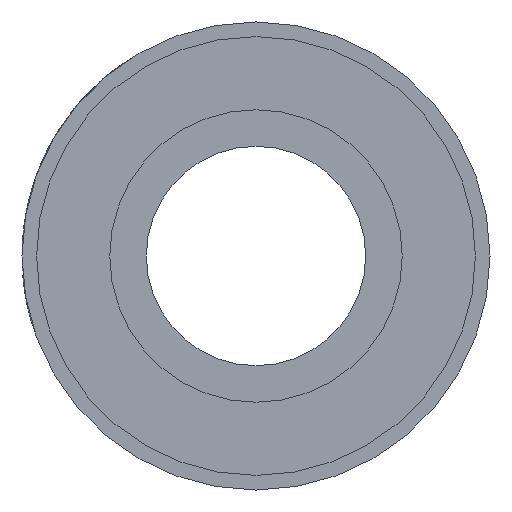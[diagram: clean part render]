
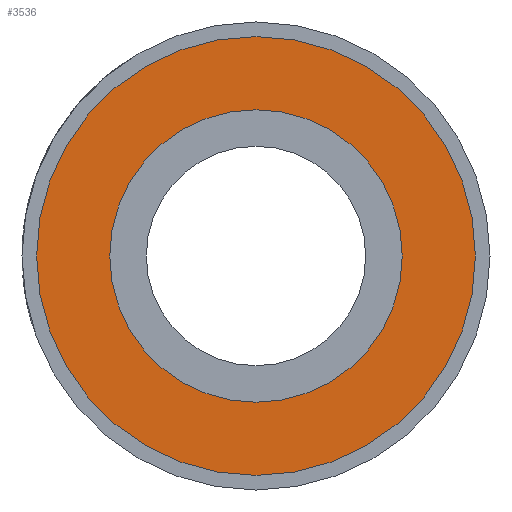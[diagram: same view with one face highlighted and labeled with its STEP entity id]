
A CAD part, left-side view. The second image highlights one B-rep face of the part: STEP entity #3536.
In plain terms, the highlighted planar face has unit normal (-1, 0, 0).
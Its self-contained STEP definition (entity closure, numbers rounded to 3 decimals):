
#44 = EDGE_CURVE ( 'NONE', #4044, #7023, #106, .T. ) ;
#106 = CIRCLE ( 'NONE', #564, 15. ) ;
#170 = DIRECTION ( 'NONE',  ( 0., 0., -1. ) ) ;
#217 = CARTESIAN_POINT ( 'NONE',  ( 0., 0., 0. ) ) ;
#261 = DIRECTION ( 'NONE',  ( -1., 0., 0. ) ) ;
#425 = AXIS2_PLACEMENT_3D ( 'NONE', #2203, #8003, #7327 ) ;
#564 = AXIS2_PLACEMENT_3D ( 'NONE', #9017, #261, #2396 ) ;
#604 = ORIENTED_EDGE ( 'NONE', *, *, #5510, .T. ) ;
#1983 = DIRECTION ( 'NONE',  ( 0., 0., 1. ) ) ;
#2203 = CARTESIAN_POINT ( 'NONE',  ( 0., 0., 0. ) ) ;
#2228 = CIRCLE ( 'NONE', #7941, 10. ) ;
#2304 = FACE_OUTER_BOUND ( 'NONE', #4907, .T. ) ;
#2396 = DIRECTION ( 'NONE',  ( 0., 0., 1. ) ) ;
#2604 = CARTESIAN_POINT ( 'NONE',  ( 0., 0., 10. ) ) ;
#2882 = FACE_BOUND ( 'NONE', #7469, .T. ) ;
#2892 = EDGE_CURVE ( 'NONE', #5632, #7471, #2228, .T. ) ;
#3536 = ADVANCED_FACE ( 'NONE', ( #2882, #2304 ), #5984, .F. ) ;
#3757 = EDGE_CURVE ( 'NONE', #7471, #5632, #5071, .T. ) ;
#3860 = DIRECTION ( 'NONE',  ( -1., 0., 0. ) ) ;
#4044 = VERTEX_POINT ( 'NONE', #4371 ) ;
#4371 = CARTESIAN_POINT ( 'NONE',  ( 0., 0., 15. ) ) ;
#4907 = EDGE_LOOP ( 'NONE', ( #5114, #604 ) ) ;
#4955 = AXIS2_PLACEMENT_3D ( 'NONE', #8611, #9332, #1983 ) ;
#5071 = CIRCLE ( 'NONE', #6166, 10. ) ;
#5114 = ORIENTED_EDGE ( 'NONE', *, *, #44, .T. ) ;
#5340 = CARTESIAN_POINT ( 'NONE',  ( 0., 0., -15. ) ) ;
#5510 = EDGE_CURVE ( 'NONE', #7023, #4044, #9125, .T. ) ;
#5632 = VERTEX_POINT ( 'NONE', #7905 ) ;
#5984 = PLANE ( 'NONE',  #425 ) ;
#6166 = AXIS2_PLACEMENT_3D ( 'NONE', #217, #3860, #170 ) ;
#6804 = CARTESIAN_POINT ( 'NONE',  ( 0., 0., 0. ) ) ;
#6854 = DIRECTION ( 'NONE',  ( -1., 0., 0. ) ) ;
#7023 = VERTEX_POINT ( 'NONE', #5340 ) ;
#7327 = DIRECTION ( 'NONE',  ( 0., 0., -1. ) ) ;
#7469 = EDGE_LOOP ( 'NONE', ( #8858, #9246 ) ) ;
#7471 = VERTEX_POINT ( 'NONE', #2604 ) ;
#7905 = CARTESIAN_POINT ( 'NONE',  ( 0., 0., -10. ) ) ;
#7941 = AXIS2_PLACEMENT_3D ( 'NONE', #6804, #6854, #9019 ) ;
#8003 = DIRECTION ( 'NONE',  ( 1., 0., 0. ) ) ;
#8611 = CARTESIAN_POINT ( 'NONE',  ( 0., 0., 0. ) ) ;
#8858 = ORIENTED_EDGE ( 'NONE', *, *, #3757, .F. ) ;
#9017 = CARTESIAN_POINT ( 'NONE',  ( 0., 0., 0. ) ) ;
#9019 = DIRECTION ( 'NONE',  ( 0., 0., -1. ) ) ;
#9125 = CIRCLE ( 'NONE', #4955, 15. ) ;
#9246 = ORIENTED_EDGE ( 'NONE', *, *, #2892, .F. ) ;
#9332 = DIRECTION ( 'NONE',  ( -1., 0., 0. ) ) ;
